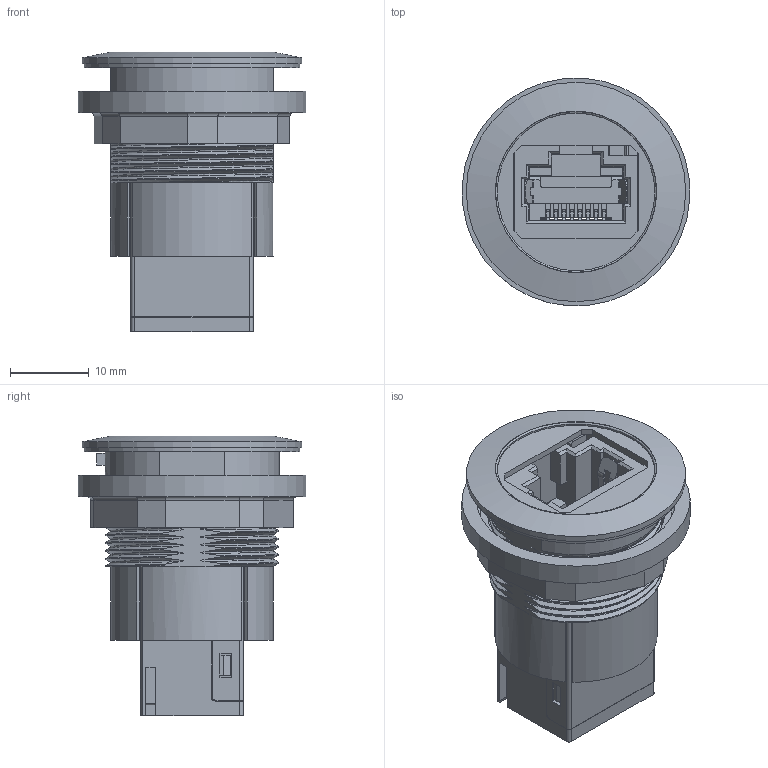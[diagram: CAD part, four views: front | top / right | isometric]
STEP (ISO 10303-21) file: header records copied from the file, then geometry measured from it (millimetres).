
FILE_DESCRIPTION(/* description */ (''),/* implementation_level */ '2;1');
FILE_NAME(/* name */ 'RRJ_RJ45_STBCAT6_vereinfacht.stp',/* time_stamp */ '2024-07-01T12:49:41+02:00',/* author */ ('Sz'),/* organization */ (''),/* preprocessor_version */ 'ST-DEVELOPER v19.2',/* originating_system */ 'Autodesk Inventor 2023',/* authorisation */ '');
FILE_SCHEMA (('AUTOMOTIVE_DESIGN { 1 0 10303 214 3 1 1 }'));
Length unit declared in the file: centimetre
Products named in the file (1): Bauteil3252
Bounding box: 28.94 x 28.94 x 35.6 mm (x, y, z)
Volume: 9164.8 mm3; surface area: 13898.3 mm2
Topology: 5 solids, 10 shells, 1572 faces, 4625 edges, 2978 vertices
Faces by surface type: plane 1098, cylinder 378, bspline 68, sphere 12, cone 9, torus 7
Full cylindrical faces by diameter (mm): 0.65 x16, 1.2 x4, 1.25 x4, 20.05 x1, 20.917 x1, 22 x1, 22.6 x1, 25.35 x1, 27.4 x1, 27.9 x1, 29 x1
Entity records: 64327 total; most frequent: CARTESIAN_POINT 20451, ORIENTED_EDGE 9242, DIRECTION 8425, EDGE_CURVE 4621, LINE 3349, VECTOR 3349, VERTEX_POINT 2978, AXIS2_PLACEMENT_3D 2538
